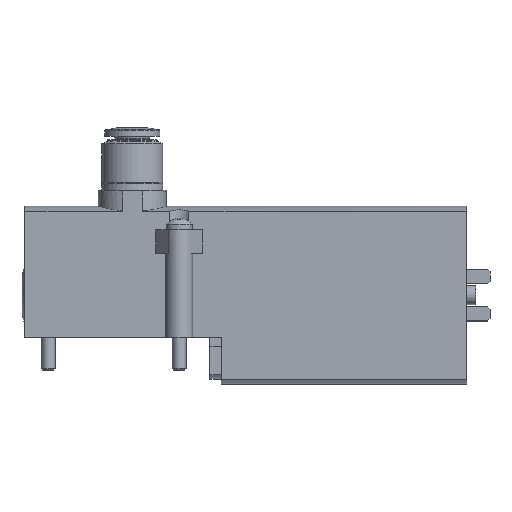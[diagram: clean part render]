
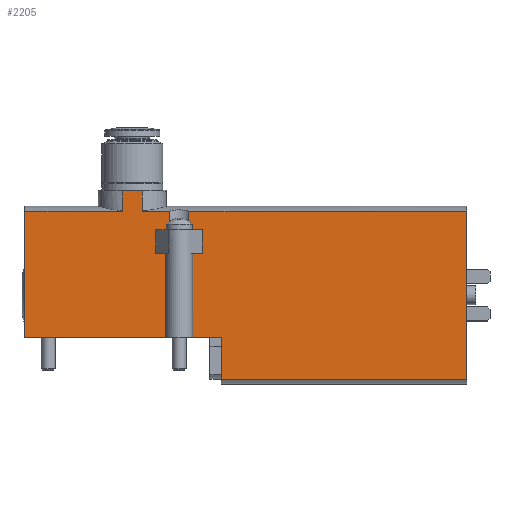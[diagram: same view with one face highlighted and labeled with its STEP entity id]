
A CAD part, top view. The second image highlights one B-rep face of the part: STEP entity #2205.
In plain terms, the highlighted planar face has unit normal (0, 0, 1).
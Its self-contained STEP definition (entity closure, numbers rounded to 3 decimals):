
#43=PLANE('',#2371);
#133=B_SPLINE_CURVE_WITH_KNOTS('',3,(#3349,#3350,#3351,#3352,#3353,#3354,
#3355,#3356),.UNSPECIFIED.,.F.,.F.,(4,1,1,1,1,4),(0.006,0.007,
0.007,0.007,0.007,0.007),
 .UNSPECIFIED.);
#136=B_SPLINE_CURVE_WITH_KNOTS('',3,(#3374,#3375,#3376,#3377,#3378,#3379,
#3380,#3381),.UNSPECIFIED.,.F.,.F.,(4,1,1,1,1,4),(0.001,0.001,
0.002,0.002,0.002,0.002),
 .UNSPECIFIED.);
#296=ORIENTED_EDGE('',*,*,#879,.T.);
#297=ORIENTED_EDGE('',*,*,#863,.T.);
#298=ORIENTED_EDGE('',*,*,#873,.F.);
#299=ORIENTED_EDGE('',*,*,#868,.T.);
#300=ORIENTED_EDGE('',*,*,#870,.F.);
#301=ORIENTED_EDGE('',*,*,#857,.T.);
#302=ORIENTED_EDGE('',*,*,#878,.T.);
#303=ORIENTED_EDGE('',*,*,#893,.T.);
#304=ORIENTED_EDGE('',*,*,#894,.F.);
#305=ORIENTED_EDGE('',*,*,#895,.F.);
#306=ORIENTED_EDGE('',*,*,#896,.F.);
#307=ORIENTED_EDGE('',*,*,#897,.F.);
#308=ORIENTED_EDGE('',*,*,#881,.T.);
#309=ORIENTED_EDGE('',*,*,#898,.F.);
#310=ORIENTED_EDGE('',*,*,#899,.F.);
#311=ORIENTED_EDGE('',*,*,#900,.T.);
#312=ORIENTED_EDGE('',*,*,#901,.T.);
#313=ORIENTED_EDGE('',*,*,#902,.F.);
#314=ORIENTED_EDGE('',*,*,#903,.F.);
#315=ORIENTED_EDGE('',*,*,#904,.F.);
#857=EDGE_CURVE('',#1162,#1163,#1382,.T.);
#863=EDGE_CURVE('',#1169,#1168,#1385,.F.);
#868=EDGE_CURVE('',#1171,#1173,#1387,.T.);
#870=EDGE_CURVE('',#1162,#1173,#133,.T.);
#873=EDGE_CURVE('',#1171,#1168,#136,.T.);
#878=EDGE_CURVE('',#1163,#1178,#1390,.T.);
#879=EDGE_CURVE('',#1179,#1169,#1391,.T.);
#881=EDGE_CURVE('',#1181,#1180,#1392,.T.);
#893=EDGE_CURVE('',#1178,#1191,#1403,.T.);
#894=EDGE_CURVE('',#1192,#1191,#1404,.T.);
#895=EDGE_CURVE('',#1193,#1192,#1405,.T.);
#896=EDGE_CURVE('',#1194,#1193,#1406,.T.);
#897=EDGE_CURVE('',#1181,#1194,#1407,.T.);
#898=EDGE_CURVE('',#1195,#1180,#1408,.F.);
#899=EDGE_CURVE('',#1196,#1195,#1409,.T.);
#900=EDGE_CURVE('',#1196,#1197,#1410,.T.);
#901=EDGE_CURVE('',#1197,#1198,#1411,.T.);
#902=EDGE_CURVE('',#1199,#1198,#1412,.T.);
#903=EDGE_CURVE('',#1200,#1199,#1413,.T.);
#904=EDGE_CURVE('',#1179,#1200,#1414,.T.);
#1162=VERTEX_POINT('',#3309);
#1163=VERTEX_POINT('',#3310);
#1168=VERTEX_POINT('',#3327);
#1169=VERTEX_POINT('',#3329);
#1171=VERTEX_POINT('',#3340);
#1173=VERTEX_POINT('',#3344);
#1178=VERTEX_POINT('',#3394);
#1179=VERTEX_POINT('',#3398);
#1180=VERTEX_POINT('',#3404);
#1181=VERTEX_POINT('',#3406);
#1191=VERTEX_POINT('',#3430);
#1192=VERTEX_POINT('',#3432);
#1193=VERTEX_POINT('',#3434);
#1194=VERTEX_POINT('',#3436);
#1195=VERTEX_POINT('',#3439);
#1196=VERTEX_POINT('',#3441);
#1197=VERTEX_POINT('',#3443);
#1198=VERTEX_POINT('',#3445);
#1199=VERTEX_POINT('',#3447);
#1200=VERTEX_POINT('',#3449);
#1382=LINE('',#3308,#1571);
#1385=LINE('',#3328,#1574);
#1387=LINE('',#3345,#1576);
#1390=LINE('',#3395,#1579);
#1391=LINE('',#3397,#1580);
#1392=LINE('',#3405,#1581);
#1403=LINE('',#3429,#1592);
#1404=LINE('',#3431,#1593);
#1405=LINE('',#3433,#1594);
#1406=LINE('',#3435,#1595);
#1407=LINE('',#3437,#1596);
#1408=LINE('',#3438,#1597);
#1409=LINE('',#3440,#1598);
#1410=LINE('',#3442,#1599);
#1411=LINE('',#3444,#1600);
#1412=LINE('',#3446,#1601);
#1413=LINE('',#3448,#1602);
#1414=LINE('',#3450,#1603);
#1571=VECTOR('',#2613,1000.);
#1574=VECTOR('',#2622,1000.);
#1576=VECTOR('',#2630,1000.);
#1579=VECTOR('',#2643,1000.);
#1580=VECTOR('',#2646,1000.);
#1581=VECTOR('',#2647,1000.);
#1592=VECTOR('',#2664,1000.);
#1593=VECTOR('',#2665,1000.);
#1594=VECTOR('',#2666,1000.);
#1595=VECTOR('',#2667,1000.);
#1596=VECTOR('',#2668,1000.);
#1597=VECTOR('',#2669,1000.);
#1598=VECTOR('',#2670,1000.);
#1599=VECTOR('',#2671,1000.);
#1600=VECTOR('',#2672,1000.);
#1601=VECTOR('',#2673,1000.);
#1602=VECTOR('',#2674,1000.);
#1603=VECTOR('',#2675,1000.);
#1769=EDGE_LOOP('',(#296,#297,#298,#299,#300,#301,#302,#303,#304,#305,#306,
#307,#308,#309,#310,#311,#312,#313,#314,#315));
#1970=FACE_BOUND('',#1769,.T.);
#2205=ADVANCED_FACE('',(#1970),#43,.F.);
#2371=AXIS2_PLACEMENT_3D('',#3428,#2662,#2663);
#2613=DIRECTION('',(0.,-1.,0.));
#2622=DIRECTION('',(0.,-1.,0.));
#2630=DIRECTION('',(-1.,0.,0.));
#2643=DIRECTION('',(-1.,0.,0.));
#2646=DIRECTION('',(-1.,0.,0.));
#2647=DIRECTION('',(-1.,0.,0.));
#2662=DIRECTION('',(0.,0.,-1.));
#2663=DIRECTION('',(-1.,0.,0.));
#2664=DIRECTION('',(0.,-1.,0.));
#2665=DIRECTION('',(-1.,0.,0.));
#2666=DIRECTION('',(0.,1.,0.));
#2667=DIRECTION('',(-1.,0.,0.));
#2668=DIRECTION('',(0.,-1.,0.));
#2669=DIRECTION('',(0.,-1.,0.));
#2670=DIRECTION('',(-1.,0.,0.));
#2671=DIRECTION('',(0.,-1.,0.));
#2672=DIRECTION('',(-1.,0.,0.));
#2673=DIRECTION('',(0.,-1.,0.));
#2674=DIRECTION('',(-1.,0.,0.));
#2675=DIRECTION('',(0.,-1.,0.));
#3308=CARTESIAN_POINT('',(20.929,36.,7.));
#3309=CARTESIAN_POINT('',(20.929,41.3,7.));
#3310=CARTESIAN_POINT('',(20.929,37.,7.));
#3327=CARTESIAN_POINT('',(25.071,41.3,7.));
#3328=CARTESIAN_POINT('',(25.071,36.,7.));
#3329=CARTESIAN_POINT('',(25.071,37.,7.));
#3340=CARTESIAN_POINT('',(24.187,41.5,7.));
#3344=CARTESIAN_POINT('',(21.813,41.5,7.));
#3345=CARTESIAN_POINT('',(23.,41.5,7.));
#3349=CARTESIAN_POINT('',(20.929,41.3,7.));
#3350=CARTESIAN_POINT('',(20.929,41.34,7.));
#3351=CARTESIAN_POINT('',(21.002,41.396,7.));
#3352=CARTESIAN_POINT('',(21.147,41.447,7.));
#3353=CARTESIAN_POINT('',(21.344,41.481,7.));
#3354=CARTESIAN_POINT('',(21.577,41.497,7.));
#3355=CARTESIAN_POINT('',(21.734,41.5,7.));
#3356=CARTESIAN_POINT('',(21.813,41.5,7.));
#3374=CARTESIAN_POINT('',(24.187,41.5,7.));
#3375=CARTESIAN_POINT('',(24.266,41.5,7.));
#3376=CARTESIAN_POINT('',(24.423,41.497,7.));
#3377=CARTESIAN_POINT('',(24.657,41.481,7.));
#3378=CARTESIAN_POINT('',(24.853,41.447,7.));
#3379=CARTESIAN_POINT('',(24.998,41.395,7.));
#3380=CARTESIAN_POINT('',(25.071,41.34,7.));
#3381=CARTESIAN_POINT('',(25.071,41.3,7.));
#3394=CARTESIAN_POINT('',(0.,37.,7.));
#3395=CARTESIAN_POINT('',(94.5,37.,7.));
#3397=CARTESIAN_POINT('',(94.5,37.,7.));
#3398=CARTESIAN_POINT('',(30.9,37.,7.));
#3404=CARTESIAN_POINT('',(35.1,37.,7.));
#3405=CARTESIAN_POINT('',(94.5,37.,7.));
#3406=CARTESIAN_POINT('',(94.5,37.,7.));
#3428=CARTESIAN_POINT('',(94.5,37.,7.));
#3429=CARTESIAN_POINT('',(0.,37.,7.));
#3430=CARTESIAN_POINT('',(0.,10.,7.));
#3431=CARTESIAN_POINT('',(94.5,10.,7.));
#3432=CARTESIAN_POINT('',(42.,10.,7.));
#3433=CARTESIAN_POINT('',(42.,37.,7.));
#3434=CARTESIAN_POINT('',(42.,1.,7.));
#3435=CARTESIAN_POINT('',(94.5,1.,7.));
#3436=CARTESIAN_POINT('',(94.5,1.,7.));
#3437=CARTESIAN_POINT('',(94.5,37.,7.));
#3438=CARTESIAN_POINT('',(35.1,43.,7.));
#3439=CARTESIAN_POINT('',(35.1,33.,7.));
#3440=CARTESIAN_POINT('',(38.,33.,7.));
#3441=CARTESIAN_POINT('',(38.,33.,7.));
#3442=CARTESIAN_POINT('',(38.,33.,7.));
#3443=CARTESIAN_POINT('',(38.,28.,7.));
#3444=CARTESIAN_POINT('',(38.,28.,7.));
#3445=CARTESIAN_POINT('',(28.,28.,7.));
#3446=CARTESIAN_POINT('',(28.,33.,7.));
#3447=CARTESIAN_POINT('',(28.,33.,7.));
#3448=CARTESIAN_POINT('',(38.,33.,7.));
#3449=CARTESIAN_POINT('',(30.9,33.,7.));
#3450=CARTESIAN_POINT('',(30.9,43.,7.));
